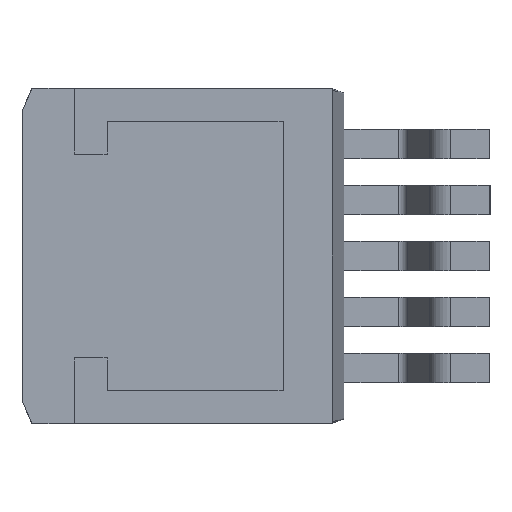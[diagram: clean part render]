
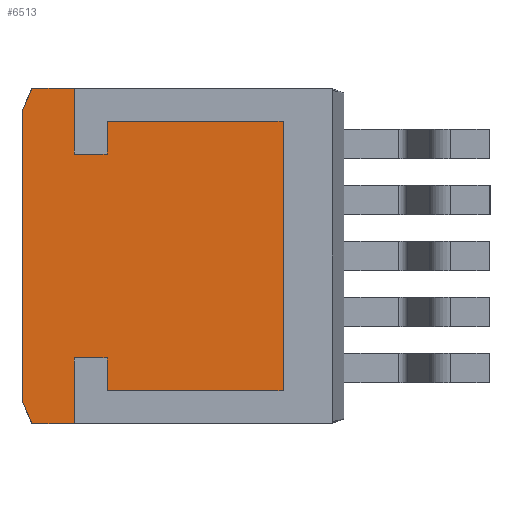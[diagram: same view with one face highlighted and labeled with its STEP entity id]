
A CAD part, front view. The second image highlights one B-rep face of the part: STEP entity #6513.
In plain terms, the highlighted face is planar.
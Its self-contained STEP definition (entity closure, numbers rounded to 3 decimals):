
#456=FACE_OUTER_BOUND('',#834,.T.);
#834=EDGE_LOOP('',(#4251,#4252,#4253,#4254,#4255,#4256,#4257,#4258,#4259,
#4260,#4261,#4262,#4263,#4264));
#1223=LINE('',#8891,#1922);
#1227=LINE('',#8899,#1926);
#1230=LINE('',#8905,#1929);
#1233=LINE('',#8911,#1932);
#1236=LINE('',#8917,#1935);
#1239=LINE('',#8923,#1938);
#1242=LINE('',#8929,#1941);
#1245=LINE('',#8935,#1944);
#1248=LINE('',#8941,#1947);
#1251=LINE('',#8947,#1950);
#1253=LINE('',#8951,#1952);
#1256=LINE('',#8957,#1955);
#1259=LINE('',#8963,#1958);
#1262=LINE('',#8968,#1961);
#1922=VECTOR('',#7332,1.);
#1926=VECTOR('',#7338,1.);
#1929=VECTOR('',#7343,1.);
#1932=VECTOR('',#7348,1.);
#1935=VECTOR('',#7353,1.);
#1938=VECTOR('',#7358,1.);
#1941=VECTOR('',#7363,1.);
#1944=VECTOR('',#7368,1.);
#1947=VECTOR('',#7373,1.);
#1950=VECTOR('',#7378,1.);
#1952=VECTOR('',#7382,1.);
#1955=VECTOR('',#7387,1.);
#1958=VECTOR('',#7392,1.);
#1961=VECTOR('',#7397,1.);
#2620=VERTEX_POINT('',#8887);
#2622=VERTEX_POINT('',#8890);
#2624=VERTEX_POINT('',#8896);
#2626=VERTEX_POINT('',#8902);
#2628=VERTEX_POINT('',#8908);
#2630=VERTEX_POINT('',#8914);
#2632=VERTEX_POINT('',#8920);
#2634=VERTEX_POINT('',#8926);
#2636=VERTEX_POINT('',#8932);
#2638=VERTEX_POINT('',#8938);
#2640=VERTEX_POINT('',#8944);
#2642=VERTEX_POINT('',#8950);
#2644=VERTEX_POINT('',#8956);
#2646=VERTEX_POINT('',#8962);
#3227=EDGE_CURVE('',#2620,#2622,#1223,.T.);
#3231=EDGE_CURVE('',#2624,#2620,#1227,.T.);
#3234=EDGE_CURVE('',#2626,#2624,#1230,.T.);
#3237=EDGE_CURVE('',#2628,#2626,#1233,.T.);
#3240=EDGE_CURVE('',#2630,#2628,#1236,.T.);
#3243=EDGE_CURVE('',#2632,#2630,#1239,.T.);
#3246=EDGE_CURVE('',#2634,#2632,#1242,.T.);
#3249=EDGE_CURVE('',#2636,#2634,#1245,.T.);
#3252=EDGE_CURVE('',#2638,#2636,#1248,.T.);
#3255=EDGE_CURVE('',#2640,#2638,#1251,.T.);
#3257=EDGE_CURVE('',#2640,#2642,#1253,.T.);
#3260=EDGE_CURVE('',#2642,#2644,#1256,.T.);
#3263=EDGE_CURVE('',#2644,#2646,#1259,.T.);
#3266=EDGE_CURVE('',#2646,#2622,#1262,.T.);
#4251=ORIENTED_EDGE('',*,*,#3231,.F.);
#4252=ORIENTED_EDGE('',*,*,#3234,.F.);
#4253=ORIENTED_EDGE('',*,*,#3237,.F.);
#4254=ORIENTED_EDGE('',*,*,#3240,.F.);
#4255=ORIENTED_EDGE('',*,*,#3243,.F.);
#4256=ORIENTED_EDGE('',*,*,#3246,.F.);
#4257=ORIENTED_EDGE('',*,*,#3249,.F.);
#4258=ORIENTED_EDGE('',*,*,#3252,.F.);
#4259=ORIENTED_EDGE('',*,*,#3255,.F.);
#4260=ORIENTED_EDGE('',*,*,#3257,.T.);
#4261=ORIENTED_EDGE('',*,*,#3260,.T.);
#4262=ORIENTED_EDGE('',*,*,#3263,.T.);
#4263=ORIENTED_EDGE('',*,*,#3266,.T.);
#4264=ORIENTED_EDGE('',*,*,#3227,.F.);
#6106=PLANE('',#6909);
#6513=ADVANCED_FACE('',(#456),#6106,.F.);
#6909=AXIS2_PLACEMENT_3D('',#8971,#7401,#7402);
#7332=DIRECTION('',(0.,1.,0.));
#7338=DIRECTION('',(-1.,0.,0.));
#7343=DIRECTION('',(0.,-1.,0.));
#7348=DIRECTION('',(-1.,0.,0.));
#7353=DIRECTION('',(0.,1.,0.));
#7358=DIRECTION('',(1.,0.,0.));
#7363=DIRECTION('',(0.,-1.,0.));
#7368=DIRECTION('',(1.,0.,0.));
#7373=DIRECTION('',(0.,1.,0.));
#7378=DIRECTION('',(1.,0.,0.));
#7382=DIRECTION('',(-0.394,0.919,0.));
#7387=DIRECTION('',(0.,1.,0.));
#7392=DIRECTION('',(0.394,0.919,0.));
#7397=DIRECTION('',(1.,0.,0.));
#7401=DIRECTION('center_axis',(0.,0.,1.));
#7402=DIRECTION('ref_axis',(0.,1.,0.));
#8887=CARTESIAN_POINT('',(-5.173,3.1,0.562));
#8890=CARTESIAN_POINT('',(-5.173,5.1,0.562));
#8891=CARTESIAN_POINT('',(-5.173,0.,0.562));
#8896=CARTESIAN_POINT('',(-4.173,3.1,0.562));
#8899=CARTESIAN_POINT('',(7.457,3.1,0.562));
#8902=CARTESIAN_POINT('',(-4.173,4.1,0.562));
#8905=CARTESIAN_POINT('',(-4.173,0.,0.562));
#8908=CARTESIAN_POINT('',(1.175,4.1,0.562));
#8911=CARTESIAN_POINT('',(7.457,4.1,0.562));
#8914=CARTESIAN_POINT('',(1.175,-4.1,0.562));
#8917=CARTESIAN_POINT('',(1.175,0.,0.562));
#8920=CARTESIAN_POINT('',(-4.173,-4.1,0.562));
#8923=CARTESIAN_POINT('',(7.457,-4.1,0.562));
#8926=CARTESIAN_POINT('',(-4.173,-3.1,0.562));
#8929=CARTESIAN_POINT('',(-4.173,0.,0.562));
#8932=CARTESIAN_POINT('',(-5.173,-3.1,0.562));
#8935=CARTESIAN_POINT('',(7.457,-3.1,0.562));
#8938=CARTESIAN_POINT('',(-5.173,-5.1,0.562));
#8941=CARTESIAN_POINT('',(-5.173,0.,0.562));
#8944=CARTESIAN_POINT('',(-6.461,-5.1,0.562));
#8947=CARTESIAN_POINT('',(7.457,-5.1,0.562));
#8950=CARTESIAN_POINT('',(-6.761,-4.4,0.562));
#8951=CARTESIAN_POINT('',(-6.148,-5.83,0.562));
#8956=CARTESIAN_POINT('',(-6.761,4.4,0.562));
#8957=CARTESIAN_POINT('',(-6.761,0.,0.562));
#8962=CARTESIAN_POINT('',(-6.461,5.1,0.562));
#8963=CARTESIAN_POINT('',(-6.148,5.83,0.562));
#8968=CARTESIAN_POINT('',(7.457,5.1,0.562));
#8971=CARTESIAN_POINT('Origin',(7.457,0.,0.562));
